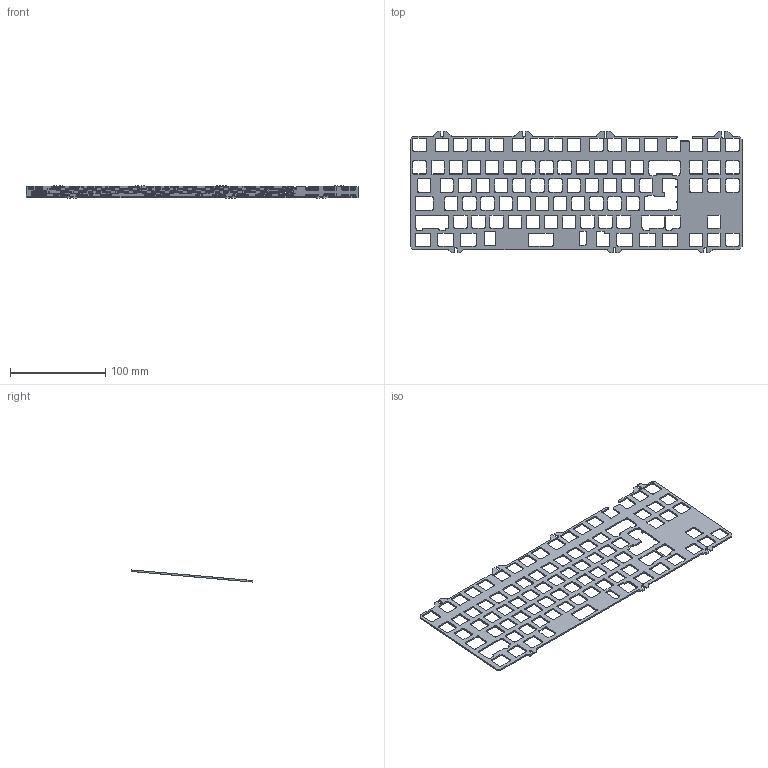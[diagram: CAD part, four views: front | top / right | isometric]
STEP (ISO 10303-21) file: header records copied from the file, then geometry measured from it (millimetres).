
FILE_DESCRIPTION(/* description */ (''),/* implementation_level */ '2;1');
FILE_NAME(/* name */ 'OpenTKL_Plate.step',/* time_stamp */ '2021-07-17T16:26:35+03:00',/* author */ (''),/* organization */ (''),/* preprocessor_version */ 'ST-DEVELOPER v18.1',/* originating_system */ 'Autodesk Translation Framework v10.9.0.1377',/* authorisation */ '');
FILE_SCHEMA (('AUTOMOTIVE_DESIGN { 1 0 10303 214 3 1 1 }'));
Length unit declared in the file: millimetre
Products named in the file (1): FusionComponent
Bounding box: 348.66 x 127.61 x 12.75 mm (x, y, z)
Volume: 36148.2 mm3; surface area: 55047.8 mm2
Topology: 1 solids, 1 shells, 917 faces, 2745 edges, 1830 vertices
Faces by surface type: plane 479, cylinder 438
Entity records: 31469 total; most frequent: CARTESIAN_POINT 5493, ORIENTED_EDGE 5490, DIRECTION 5457, EDGE_CURVE 2745, LINE 1869, VECTOR 1869, VERTEX_POINT 1830, AXIS2_PLACEMENT_3D 1794
